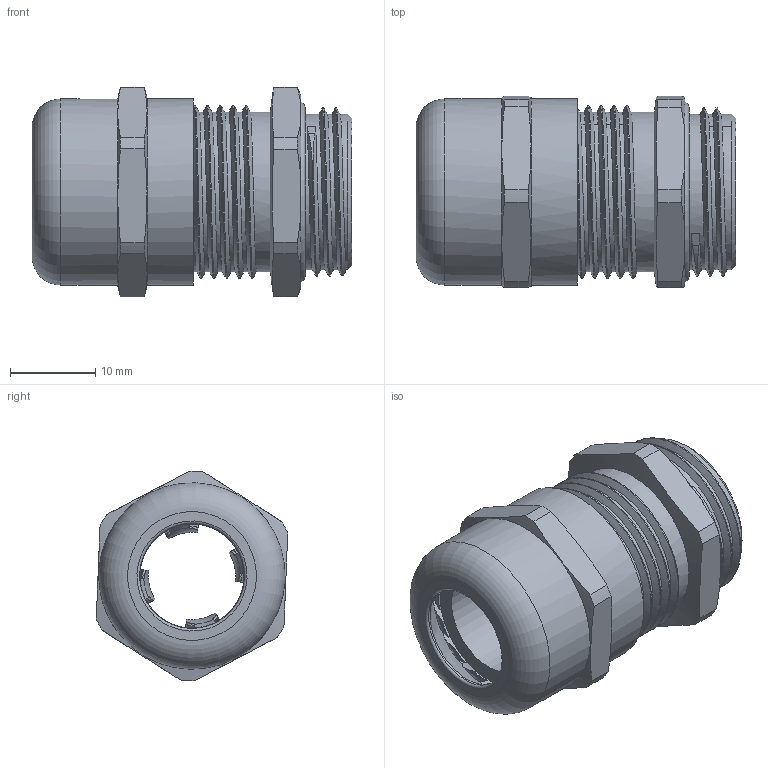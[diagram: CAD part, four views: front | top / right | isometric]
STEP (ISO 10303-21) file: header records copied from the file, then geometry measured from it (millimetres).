
FILE_DESCRIPTION(/* description */ ('Euro-Top-EMV-RAIL-4 M 20x1,5'),/* implementation_level */ '2;1');
FILE_NAME(/* name */ 'R61086520-RST.stp',/* time_stamp */ '2022-02-03T10:42:31+01:00',/* author */ ('sl'),/* organization */ (''),/* preprocessor_version */ 'ST-DEVELOPER v16.5',/* originating_system */ 'Autodesk Inventor 2017',/* authorisation */ '');
FILE_SCHEMA (('AUTOMOTIVE_DESIGN { 1 0 10303 214 3 1 1 }'));
Length unit declared in the file: millimetre
Products named in the file (8): R61086520; 61086520; Euro-Top-EMV-04-5-BT-0001-61086520; 61086520_1; 61086520_2; 61086520_3; 61086520_4; 61086520_5
Assembly tree (7 placements, depth 2):
  R61086520
    61086520
    Euro-Top-EMV-04-5-BT-0001-61086520
    61086520_1
    61086520_2
    61086520_3
    61086520_4
    61086520_5
Bounding box: 37.46 x 22.43 x 24.59 mm (x, y, z)
Volume: 5320.7 mm3; surface area: 12077.7 mm2
Topology: 7 solids, 7 shells, 361 faces, 1001 edges, 657 vertices
Faces by surface type: plane 169, cylinder 110, cone 42, torus 30, bspline 10
Full cylindrical faces by diameter (mm): 12.19 x1, 12.3 x1, 12.78 x1, 14.07 x1, 14.15 x1, 14.9 x1, 15.2 x1, 15.4 x1, 15.97 x1, 16 x1, 16.56 x1, 17 x2, 17.12 x1, 17.26 x2, 18.208 x2, 18.26 x1, 18.738 x6, 19.02 x1, 19.16 x7, 20.682 x7, 21.82 x2
Entity records: 14842 total; most frequent: CARTESIAN_POINT 6371, ORIENTED_EDGE 1762, DIRECTION 1671, EDGE_CURVE 881, AXIS2_PLACEMENT_3D 649, VERTEX_POINT 601, EDGE_LOOP 400, LINE 373
